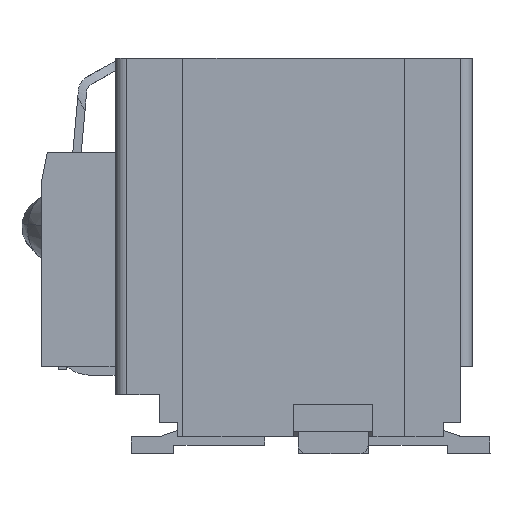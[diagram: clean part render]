
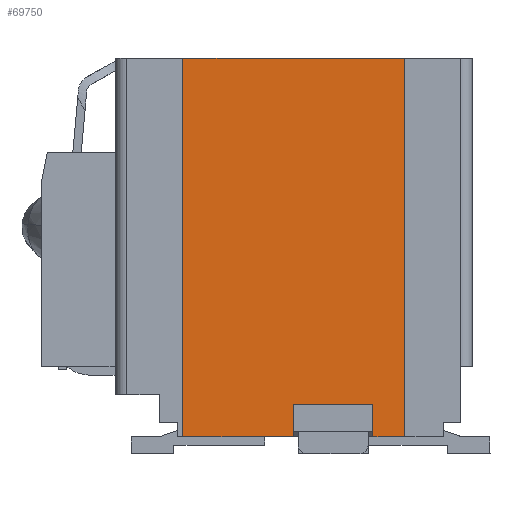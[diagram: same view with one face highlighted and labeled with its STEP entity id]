
A CAD part, front view. The second image highlights one B-rep face of the part: STEP entity #69750.
In plain terms, the highlighted planar face has unit normal (0, -1, 0).
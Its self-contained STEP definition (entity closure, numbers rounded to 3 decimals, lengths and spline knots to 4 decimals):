
#9880=CARTESIAN_POINT('',(-31.6244,-15.3055,
124.015));
#9890=VERTEX_POINT('',#9880);
#9920=CARTESIAN_POINT('',(-31.6244,-15.3055,
127.215));
#9930=DIRECTION('',(0.,0.,-1.));
#9940=VECTOR('',#9930,1.);
#9950=LINE('',#9920,#9940);
#9960=CARTESIAN_POINT('',(-31.6244,-15.3055,
130.765));
#9970=VERTEX_POINT('',#9960);
#9980=EDGE_CURVE('',#9970,#9890,#9950,.T.);
#22640=CARTESIAN_POINT('',(-32.1944,-15.3055,
124.585));
#22650=VERTEX_POINT('',#22640);
#22680=CARTESIAN_POINT('',(-32.1944,-15.3055,
127.235));
#22690=DIRECTION('',(0.,0.,-1.));
#22700=VECTOR('',#22690,1.);
#22710=LINE('',#22680,#22700);
#22720=CARTESIAN_POINT('',(-32.1944,-15.3055,
124.015));
#22730=VERTEX_POINT('',#22720);
#22740=EDGE_CURVE('',#22650,#22730,#22710,.T.);
#58500=CARTESIAN_POINT('',(-33.6144,-15.3055,
124.585));
#58510=VERTEX_POINT('',#58500);
#58730=CARTESIAN_POINT('',(-33.6144,-15.3055,
124.015));
#58740=VERTEX_POINT('',#58730);
#58770=CARTESIAN_POINT('',(-33.6144,-15.3055,
127.235));
#58780=DIRECTION('',(0.,0.,-1.));
#58790=VECTOR('',#58780,1.);
#58800=LINE('',#58770,#58790);
#58810=EDGE_CURVE('',#58510,#58740,#58800,.T.);
#69310=CARTESIAN_POINT('',(-34.7622,-15.3055,
128.6147));
#69320=DIRECTION('',(0.,-1.,0.));
#69330=DIRECTION('',(1.,0.,0.));
#69340=AXIS2_PLACEMENT_3D('',#69310,#69320,#69330);
#69350=PLANE('',#69340);
#69360=CARTESIAN_POINT('',(-34.2258,-15.3055,
130.765));
#69370=DIRECTION('',(-1.,0.,0.));
#69380=VECTOR('',#69370,1.);
#69390=LINE('',#69360,#69380);
#69400=CARTESIAN_POINT('',(-35.5844,-15.3055,
130.765));
#69410=VERTEX_POINT('',#69400);
#69420=EDGE_CURVE('',#9970,#69410,#69390,.T.);
#69430=ORIENTED_EDGE('',*,*,#69420,.T.);
#69440=ORIENTED_EDGE('',*,*,#9980,.F.);
#69450=CARTESIAN_POINT('',(-34.2258,-15.3055,
124.015));
#69460=DIRECTION('',(1.,0.,0.));
#69470=VECTOR('',#69460,1.);
#69480=LINE('',#69450,#69470);
#69490=EDGE_CURVE('',#22730,#9890,#69480,.T.);
#69500=ORIENTED_EDGE('',*,*,#69490,.T.);
#69510=ORIENTED_EDGE('',*,*,#22740,.T.);
#69520=CARTESIAN_POINT('',(-34.2258,-15.3055,
124.585));
#69530=DIRECTION('',(-1.,0.,0.));
#69540=VECTOR('',#69530,1.);
#69550=LINE('',#69520,#69540);
#69560=EDGE_CURVE('',#22650,#58510,#69550,.T.);
#69570=ORIENTED_EDGE('',*,*,#69560,.F.);
#69580=ORIENTED_EDGE('',*,*,#58810,.F.);
#69590=CARTESIAN_POINT('',(-34.2258,-15.3055,
124.015));
#69600=DIRECTION('',(1.,0.,0.));
#69610=VECTOR('',#69600,1.);
#69620=LINE('',#69590,#69610);
#69630=CARTESIAN_POINT('',(-35.5844,-15.3055,
124.015));
#69640=VERTEX_POINT('',#69630);
#69650=EDGE_CURVE('',#69640,#58740,#69620,.T.);
#69660=ORIENTED_EDGE('',*,*,#69650,.T.);
#69670=CARTESIAN_POINT('',(-35.5844,-15.3055,
127.215));
#69680=DIRECTION('',(0.,0.,1.));
#69690=VECTOR('',#69680,1.);
#69700=LINE('',#69670,#69690);
#69710=EDGE_CURVE('',#69640,#69410,#69700,.T.);
#69720=ORIENTED_EDGE('',*,*,#69710,.F.);
#69730=EDGE_LOOP('',(#69720,#69660,#69580,#69570,#69510,#69500,#69440,
#69430));
#69740=FACE_OUTER_BOUND('',#69730,.T.);
#69750=ADVANCED_FACE('',(#69740),#69350,.T.);
